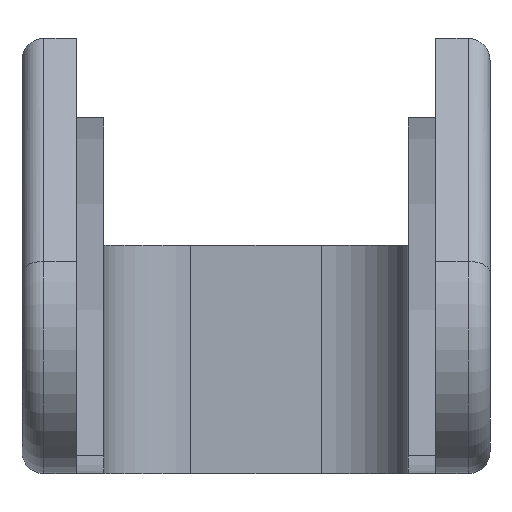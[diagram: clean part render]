
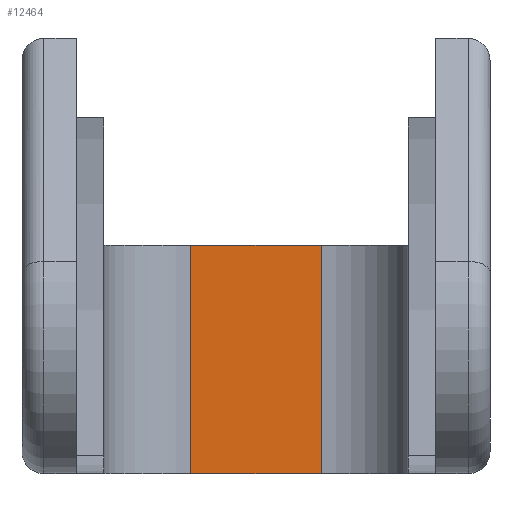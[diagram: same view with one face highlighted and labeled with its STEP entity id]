
A CAD part, front view. The second image highlights one B-rep face of the part: STEP entity #12464.
In plain terms, the highlighted planar face has unit normal (0, -1, 0).
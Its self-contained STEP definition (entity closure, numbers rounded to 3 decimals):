
#1850=FACE_OUTER_BOUND('',#2570,.T.);
#2570=EDGE_LOOP('',(#11006,#11007,#11008,#11009));
#3629=LINE('',#25761,#4679);
#3631=LINE('',#25767,#4681);
#3632=LINE('',#25769,#4682);
#3633=LINE('',#25770,#4683);
#4679=VECTOR('',#14537,10.);
#4681=VECTOR('',#14543,10.);
#4682=VECTOR('',#14544,10.);
#4683=VECTOR('',#14545,10.);
#5892=VERTEX_POINT('',#25758);
#5893=VERTEX_POINT('',#25760);
#5895=VERTEX_POINT('',#25766);
#5896=VERTEX_POINT('',#25768);
#7634=EDGE_CURVE('',#5892,#5893,#3629,.T.);
#7637=EDGE_CURVE('',#5895,#5892,#3631,.T.);
#7638=EDGE_CURVE('',#5896,#5895,#3632,.T.);
#7639=EDGE_CURVE('',#5893,#5896,#3633,.T.);
#11006=ORIENTED_EDGE('',*,*,#7634,.F.);
#11007=ORIENTED_EDGE('',*,*,#7637,.F.);
#11008=ORIENTED_EDGE('',*,*,#7638,.F.);
#11009=ORIENTED_EDGE('',*,*,#7639,.F.);
#11873=PLANE('',#12858);
#12464=ADVANCED_FACE('',(#1850),#11873,.T.);
#12858=AXIS2_PLACEMENT_3D('',#25765,#14541,#14542);
#14537=DIRECTION('',(0.,0.,-1.));
#14541=DIRECTION('center_axis',(0.,-1.,0.));
#14542=DIRECTION('ref_axis',(-1.,0.,0.));
#14543=DIRECTION('',(1.,0.,0.));
#14544=DIRECTION('',(0.,0.,1.));
#14545=DIRECTION('',(-1.,0.,0.));
#25758=CARTESIAN_POINT('',(22.5,-2.,0.));
#25760=CARTESIAN_POINT('',(22.5,-2.,-21.));
#25761=CARTESIAN_POINT('',(22.5,-2.,1.));
#25765=CARTESIAN_POINT('Origin',(33.162,-2.,0.));
#25766=CARTESIAN_POINT('',(10.5,-2.,0.));
#25767=CARTESIAN_POINT('',(0.162,-2.,0.));
#25768=CARTESIAN_POINT('',(10.5,-2.,-21.));
#25769=CARTESIAN_POINT('',(10.5,-2.,1.));
#25770=CARTESIAN_POINT('',(0.162,-2.,-21.));
